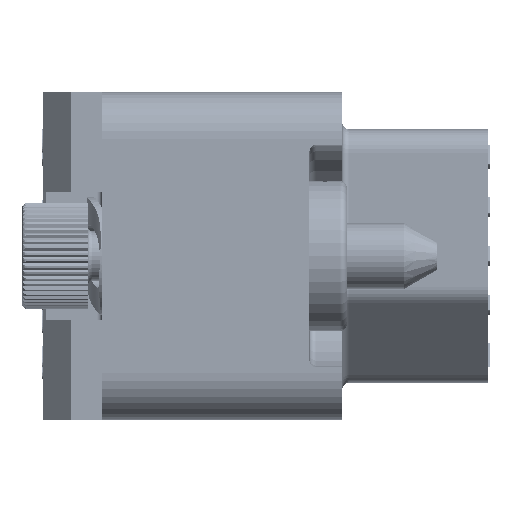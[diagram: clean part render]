
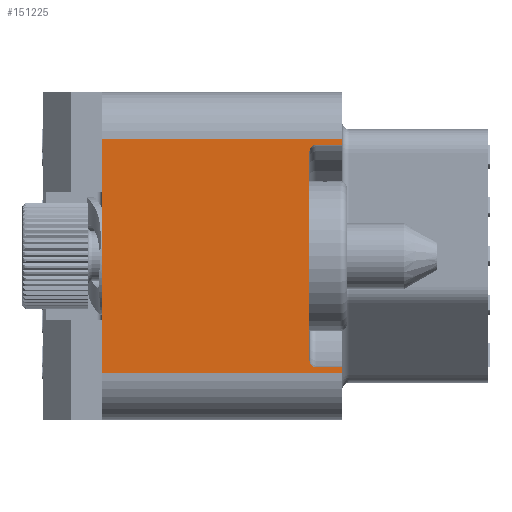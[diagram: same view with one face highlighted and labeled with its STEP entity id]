
A CAD part, left-side view. The second image highlights one B-rep face of the part: STEP entity #151225.
In plain terms, the highlighted planar face has unit normal (-1, 0, 0).
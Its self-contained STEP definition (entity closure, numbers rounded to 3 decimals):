
#2985=DIRECTION('',(0.,-1.,0.));
#2986=VECTOR('',#2985,10.25);
#2987=CARTESIAN_POINT('',(-40.,10.25,5.));
#2988=LINE('',#2987,#2986);
#2994=DIRECTION('',(0.,0.,1.));
#2995=VECTOR('',#2994,8.9);
#2996=CARTESIAN_POINT('',(-40.,1.4,-4.45));
#2997=LINE('',#2996,#2995);
#2998=DIRECTION('',(0.,1.,0.));
#2999=VECTOR('',#2998,1.1);
#3000=CARTESIAN_POINT('',(-40.,0.,-4.75));
#3001=LINE('',#3000,#2999);
#3002=DIRECTION('',(0.,0.,-1.));
#3003=VECTOR('',#3002,0.25);
#3004=CARTESIAN_POINT('',(-40.,0.,-4.75));
#3005=LINE('',#3004,#3003);
#3006=DIRECTION('',(0.,0.,-1.));
#3007=VECTOR('',#3006,0.25);
#3008=CARTESIAN_POINT('',(-40.,0.,5.));
#3009=LINE('',#3008,#3007);
#3010=DIRECTION('',(0.,1.,0.));
#3011=VECTOR('',#3010,1.1);
#3012=CARTESIAN_POINT('',(-40.,0.,4.75));
#3013=LINE('',#3012,#3011);
#3047=CARTESIAN_POINT('',(-40.,1.1,-4.45));
#3048=DIRECTION('',(1.,0.,0.));
#3049=DIRECTION('',(0.,0.,-1.));
#3050=AXIS2_PLACEMENT_3D('',#3047,#3048,#3049);
#3071=CARTESIAN_POINT('',(-40.,1.1,4.45));
#3072=DIRECTION('',(1.,0.,0.));
#3073=DIRECTION('',(0.,1.,0.));
#3074=AXIS2_PLACEMENT_3D('',#3071,#3072,#3073);
#3393=DIRECTION('',(0.,0.,-1.));
#3394=VECTOR('',#3393,10.);
#3395=CARTESIAN_POINT('',(-40.,10.25,5.));
#3396=LINE('',#3395,#3394);
#3496=DIRECTION('',(0.,1.,0.));
#3497=VECTOR('',#3496,10.25);
#3498=CARTESIAN_POINT('',(-40.,0.,-5.));
#3499=LINE('',#3498,#3497);
#126716=CARTESIAN_POINT('',(-40.,0.,5.));
#126717=VERTEX_POINT('',#126716);
#126718=CARTESIAN_POINT('',(-40.,10.25,5.));
#126719=VERTEX_POINT('',#126718);
#126724=CARTESIAN_POINT('',(-40.,10.25,-5.));
#126725=VERTEX_POINT('',#126724);
#126726=CARTESIAN_POINT('',(-40.,0.,-5.));
#126727=VERTEX_POINT('',#126726);
#126736=CARTESIAN_POINT('',(-40.,0.,-4.75));
#126738=VERTEX_POINT('',#126736);
#126742=CARTESIAN_POINT('',(-40.,0.,4.75));
#126743=VERTEX_POINT('',#126742);
#126953=CARTESIAN_POINT('',(-40.,1.4,-4.45));
#126955=VERTEX_POINT('',#126953);
#126957=CARTESIAN_POINT('',(-40.,1.1,-4.75));
#126959=VERTEX_POINT('',#126957);
#126964=CARTESIAN_POINT('',(-40.,1.4,4.45));
#126965=VERTEX_POINT('',#126964);
#126966=CARTESIAN_POINT('',(-40.,1.1,4.75));
#126967=VERTEX_POINT('',#126966);
#151201=CARTESIAN_POINT('',(-40.,0.,7.));
#151202=DIRECTION('',(-1.,0.,0.));
#151203=DIRECTION('',(0.,1.,0.));
#151204=AXIS2_PLACEMENT_3D('',#151201,#151202,#151203);
#151205=PLANE('',#151204);
#151207=ORIENTED_EDGE('',*,*,#151206,.F.);
#151209=ORIENTED_EDGE('',*,*,#151208,.F.);
#151211=ORIENTED_EDGE('',*,*,#151210,.F.);
#151212=ORIENTED_EDGE('',*,*,#151012,.T.);
#151214=ORIENTED_EDGE('',*,*,#151213,.T.);
#151216=ORIENTED_EDGE('',*,*,#151215,.F.);
#151217=ORIENTED_EDGE('',*,*,#151194,.T.);
#151218=ORIENTED_EDGE('',*,*,#151020,.T.);
#151220=ORIENTED_EDGE('',*,*,#151219,.T.);
#151222=ORIENTED_EDGE('',*,*,#151221,.F.);
#151223=EDGE_LOOP('',(#151207,#151209,#151211,#151212,#151214,#151216,#151217,
#151218,#151220,#151222));
#151224=FACE_OUTER_BOUND('',#151223,.F.);
#151225=ADVANCED_FACE('',(#151224),#151205,.T.);
#3051=CIRCLE('',#3050,0.3);
#3075=CIRCLE('',#3074,0.3);
#151012=EDGE_CURVE('',#126738,#126727,#3005,.T.);
#151020=EDGE_CURVE('',#126717,#126743,#3009,.T.);
#151194=EDGE_CURVE('',#126719,#126717,#2988,.T.);
#151206=EDGE_CURVE('',#126955,#126965,#2997,.T.);
#151208=EDGE_CURVE('',#126959,#126955,#3051,.T.);
#151210=EDGE_CURVE('',#126738,#126959,#3001,.T.);
#151213=EDGE_CURVE('',#126727,#126725,#3499,.T.);
#151215=EDGE_CURVE('',#126719,#126725,#3396,.T.);
#151219=EDGE_CURVE('',#126743,#126967,#3013,.T.);
#151221=EDGE_CURVE('',#126965,#126967,#3075,.T.);
